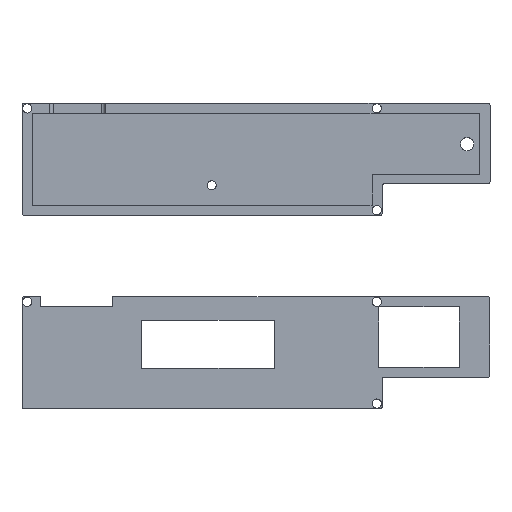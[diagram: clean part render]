
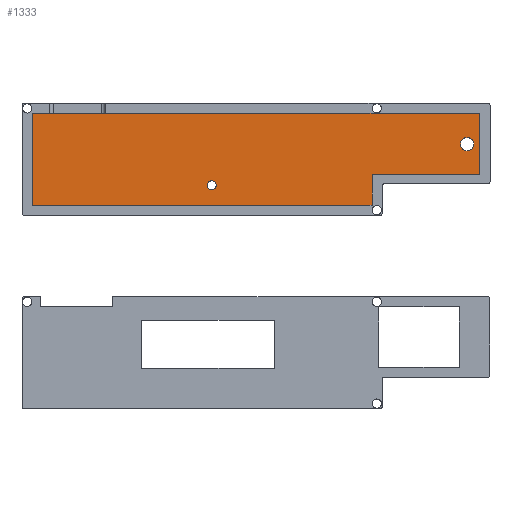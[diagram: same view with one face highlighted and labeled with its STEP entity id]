
A CAD part, top view. The second image highlights one B-rep face of the part: STEP entity #1333.
In plain terms, the highlighted planar face has unit normal (0, 0, 1).
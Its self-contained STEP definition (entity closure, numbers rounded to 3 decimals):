
#20=FACE_BOUND('',#183,.T.);
#21=FACE_BOUND('',#184,.T.);
#56=PLANE('',#1437);
#111=FACE_OUTER_BOUND('',#182,.T.);
#182=EDGE_LOOP('',(#1050,#1051,#1052,#1053,#1054,#1055,#1056,#1057,#1058,
#1059));
#183=EDGE_LOOP('',(#1060));
#184=EDGE_LOOP('',(#1061));
#294=LINE('',#2024,#442);
#297=LINE('',#2030,#445);
#300=LINE('',#2036,#448);
#303=LINE('',#2041,#451);
#304=LINE('',#2043,#452);
#306=LINE('',#2052,#454);
#308=LINE('',#2055,#456);
#309=LINE('',#2058,#457);
#311=LINE('',#2062,#459);
#312=LINE('',#2063,#460);
#442=VECTOR('',#1635,10.);
#445=VECTOR('',#1640,10.);
#448=VECTOR('',#1645,10.);
#451=VECTOR('',#1650,10.);
#452=VECTOR('',#1653,10.);
#454=VECTOR('',#1663,10.);
#456=VECTOR('',#1667,10.);
#457=VECTOR('',#1670,10.);
#459=VECTOR('',#1674,10.);
#460=VECTOR('',#1675,10.);
#555=CIRCLE('',#1433,1.624);
#556=CIRCLE('',#1438,1.15);
#632=VERTEX_POINT('',#2021);
#633=VERTEX_POINT('',#2023);
#634=VERTEX_POINT('',#2027);
#635=VERTEX_POINT('',#2029);
#636=VERTEX_POINT('',#2033);
#637=VERTEX_POINT('',#2035);
#638=VERTEX_POINT('',#2039);
#640=VERTEX_POINT('',#2047);
#641=VERTEX_POINT('',#2051);
#642=VERTEX_POINT('',#2057);
#643=VERTEX_POINT('',#2061);
#644=VERTEX_POINT('',#2064);
#781=EDGE_CURVE('',#632,#633,#294,.T.);
#784=EDGE_CURVE('',#634,#635,#297,.T.);
#787=EDGE_CURVE('',#636,#637,#300,.T.);
#790=EDGE_CURVE('',#638,#636,#303,.T.);
#791=EDGE_CURVE('',#635,#638,#304,.T.);
#794=EDGE_CURVE('',#640,#640,#555,.T.);
#795=EDGE_CURVE('',#637,#641,#306,.T.);
#797=EDGE_CURVE('',#633,#634,#308,.T.);
#798=EDGE_CURVE('',#641,#642,#309,.T.);
#800=EDGE_CURVE('',#643,#632,#311,.T.);
#801=EDGE_CURVE('',#642,#643,#312,.T.);
#802=EDGE_CURVE('',#644,#644,#556,.T.);
#1050=ORIENTED_EDGE('',*,*,#797,.F.);
#1051=ORIENTED_EDGE('',*,*,#781,.F.);
#1052=ORIENTED_EDGE('',*,*,#800,.F.);
#1053=ORIENTED_EDGE('',*,*,#801,.F.);
#1054=ORIENTED_EDGE('',*,*,#798,.F.);
#1055=ORIENTED_EDGE('',*,*,#795,.F.);
#1056=ORIENTED_EDGE('',*,*,#787,.F.);
#1057=ORIENTED_EDGE('',*,*,#790,.F.);
#1058=ORIENTED_EDGE('',*,*,#791,.F.);
#1059=ORIENTED_EDGE('',*,*,#784,.F.);
#1060=ORIENTED_EDGE('',*,*,#794,.T.);
#1061=ORIENTED_EDGE('',*,*,#802,.T.);
#1333=ADVANCED_FACE('',(#111,#20,#21),#56,.T.);
#1433=AXIS2_PLACEMENT_3D('',#2049,#1659,#1660);
#1437=AXIS2_PLACEMENT_3D('',#2060,#1672,#1673);
#1438=AXIS2_PLACEMENT_3D('',#2065,#1676,#1677);
#1635=DIRECTION('',(1.,0.,0.));
#1640=DIRECTION('',(1.,0.,0.));
#1645=DIRECTION('',(0.,-1.,0.));
#1650=DIRECTION('',(-1.,0.,0.));
#1653=DIRECTION('',(0.,-1.,0.));
#1659=DIRECTION('center_axis',(0.,0.,-1.));
#1660=DIRECTION('ref_axis',(-1.,0.,0.));
#1663=DIRECTION('',(-1.,0.,0.));
#1667=DIRECTION('',(0.,-1.,0.));
#1670=DIRECTION('',(0.,-1.,0.));
#1672=DIRECTION('center_axis',(0.,0.,1.));
#1673=DIRECTION('ref_axis',(1.,0.,0.));
#1674=DIRECTION('',(0.,1.,0.));
#1675=DIRECTION('',(-1.,0.,0.));
#1676=DIRECTION('center_axis',(0.,0.,-1.));
#1677=DIRECTION('ref_axis',(1.,0.,0.));
#2021=CARTESIAN_POINT('',(-220.441,8.428,2.191));
#2023=CARTESIAN_POINT('',(-135.733,8.428,2.191));
#2024=CARTESIAN_POINT('',(-199.264,8.428,2.191));
#2027=CARTESIAN_POINT('',(-135.733,8.374,2.191));
#2029=CARTESIAN_POINT('',(-108.833,8.374,2.191));
#2030=CARTESIAN_POINT('',(-133.233,8.374,2.191));
#2033=CARTESIAN_POINT('',(-133.233,-6.726,2.191));
#2035=CARTESIAN_POINT('',(-133.233,-6.826,2.191));
#2036=CARTESIAN_POINT('',(-133.233,-8.126,2.191));
#2039=CARTESIAN_POINT('',(-108.833,-6.726,2.191));
#2041=CARTESIAN_POINT('',(-108.833,-6.726,2.191));
#2043=CARTESIAN_POINT('',(-108.833,8.374,2.191));
#2047=CARTESIAN_POINT('',(-110.42,0.746,2.191));
#2049=CARTESIAN_POINT('Origin',(-112.044,0.746,2.191));
#2051=CARTESIAN_POINT('',(-135.733,-6.826,2.191));
#2052=CARTESIAN_POINT('',(-135.746,-6.826,2.191));
#2055=CARTESIAN_POINT('',(-135.733,2.689,2.191));
#2057=CARTESIAN_POINT('',(-135.733,-14.526,2.191));
#2058=CARTESIAN_POINT('',(-135.733,2.689,2.191));
#2060=CARTESIAN_POINT('Origin',(-178.087,-3.049,2.191));
#2061=CARTESIAN_POINT('',(-220.441,-14.526,2.191));
#2062=CARTESIAN_POINT('',(-220.441,-8.788,2.191));
#2063=CARTESIAN_POINT('',(-156.91,-14.526,2.191));
#2064=CARTESIAN_POINT('',(-176.841,-9.526,2.191));
#2065=CARTESIAN_POINT('Origin',(-175.691,-9.526,2.191));
